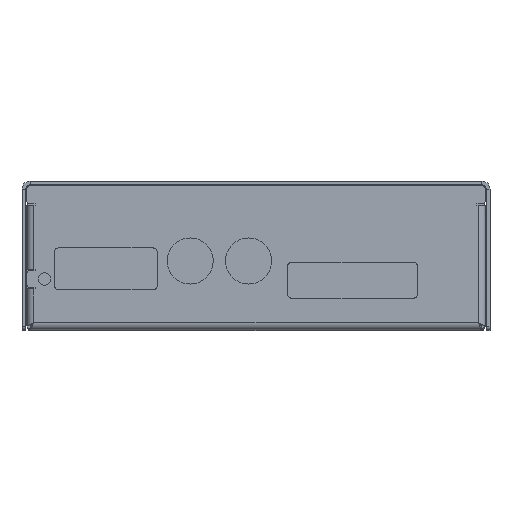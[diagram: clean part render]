
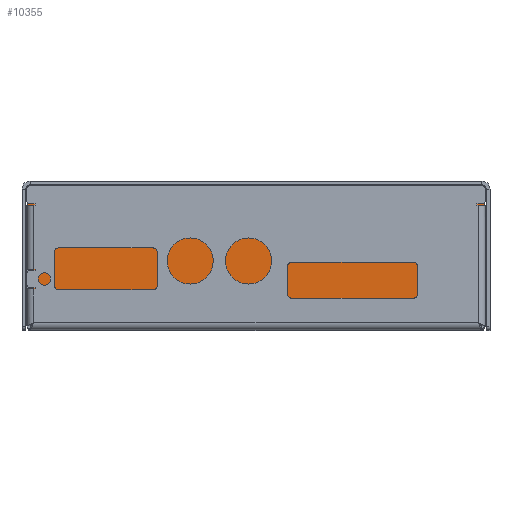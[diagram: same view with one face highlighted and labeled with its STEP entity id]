
A CAD part, top view. The second image highlights one B-rep face of the part: STEP entity #10355.
In plain terms, the highlighted planar face has unit normal (0, 0, 1).
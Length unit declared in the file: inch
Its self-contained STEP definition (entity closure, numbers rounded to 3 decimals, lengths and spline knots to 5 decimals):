
#38 = DIRECTION ( 'NONE',  ( 0., -1., 0. ) ) ;
#89 = VERTEX_POINT ( 'NONE', #8149 ) ;
#345 = AXIS2_PLACEMENT_3D ( 'NONE', #5252, #11674, #377 ) ;
#377 = DIRECTION ( 'NONE',  ( 0., 1., 0. ) ) ;
#397 = CARTESIAN_POINT ( 'NONE',  ( 0., 2.1285, -5.856 ) ) ;
#849 = CARTESIAN_POINT ( 'NONE',  ( 0.0025, 2.1785, -5.856 ) ) ;
#886 = DIRECTION ( 'NONE',  ( 0., 0., -1. ) ) ;
#896 = EDGE_LOOP ( 'NONE', ( #6380, #1560, #6859, #2268, #9729, #6385 ) ) ;
#1039 = CARTESIAN_POINT ( 'NONE',  ( -0.0475, 2.1285, -5.856 ) ) ;
#1124 = CARTESIAN_POINT ( 'NONE',  ( -5.8515, 3.9335, -5.856 ) ) ;
#1560 = ORIENTED_EDGE ( 'NONE', *, *, #7629, .T. ) ;
#2137 = EDGE_CURVE ( 'NONE', #11759, #8473, #3924, .T. ) ;
#2268 = ORIENTED_EDGE ( 'NONE', *, *, #2137, .F. ) ;
#2434 = CIRCLE ( 'NONE', #9331, 0.05 ) ;
#2893 = DIRECTION ( 'NONE',  ( 0., 1., 0. ) ) ;
#3276 = VERTEX_POINT ( 'NONE', #849 ) ;
#3650 = CARTESIAN_POINT ( 'NONE',  ( 0.0025, 3.9335, -5.856 ) ) ;
#3814 = CARTESIAN_POINT ( 'NONE',  ( -5.8015, 2.1785, -5.856 ) ) ;
#3862 = CARTESIAN_POINT ( 'NONE',  ( -5.8165, 3.9335, -5.856 ) ) ;
#3924 = LINE ( 'NONE', #3862, #8818 ) ;
#4001 = EDGE_CURVE ( 'NONE', #89, #4309, #2434, .T. ) ;
#4282 = VECTOR ( 'NONE', #38, 39.37008 ) ;
#4309 = VERTEX_POINT ( 'NONE', #5697 ) ;
#4539 = DIRECTION ( 'NONE',  ( 0., 1., 0. ) ) ;
#4641 = VECTOR ( 'NONE', #11977, 39.37008 ) ;
#5252 = CARTESIAN_POINT ( 'NONE',  ( -0.0475, 2.1785, -5.856 ) ) ;
#5434 = LINE ( 'NONE', #3650, #4641 ) ;
#5675 = CIRCLE ( 'NONE', #345, 0.05 ) ;
#5697 = CARTESIAN_POINT ( 'NONE',  ( -5.8015, 2.1285, -5.856 ) ) ;
#6380 = ORIENTED_EDGE ( 'NONE', *, *, #10248, .T. ) ;
#6385 = ORIENTED_EDGE ( 'NONE', *, *, #4001, .T. ) ;
#6387 = FACE_OUTER_BOUND ( 'NONE', #896, .T. ) ;
#6570 = DIRECTION ( 'NONE',  ( 1., 0., 0. ) ) ;
#6656 = LINE ( 'NONE', #10358, #4282 ) ;
#6859 = ORIENTED_EDGE ( 'NONE', *, *, #11911, .F. ) ;
#7033 = CARTESIAN_POINT ( 'NONE',  ( 0.0025, 3.9335, -5.856 ) ) ;
#7577 = DIRECTION ( 'NONE',  ( 0., 0., 1. ) ) ;
#7629 = EDGE_CURVE ( 'NONE', #11408, #3276, #5675, .T. ) ;
#8149 = CARTESIAN_POINT ( 'NONE',  ( -5.8515, 2.1785, -5.856 ) ) ;
#8473 = VERTEX_POINT ( 'NONE', #7033 ) ;
#8627 = LINE ( 'NONE', #397, #9763 ) ;
#8666 = EDGE_CURVE ( 'NONE', #11759, #89, #6656, .T. ) ;
#8818 = VECTOR ( 'NONE', #6570, 39.37008 ) ;
#8867 = DIRECTION ( 'NONE',  ( 1., 0., 0. ) ) ;
#9331 = AXIS2_PLACEMENT_3D ( 'NONE', #3814, #7577, #2893 ) ;
#9729 = ORIENTED_EDGE ( 'NONE', *, *, #8666, .T. ) ;
#9763 = VECTOR ( 'NONE', #8867, 39.37008 ) ;
#10248 = EDGE_CURVE ( 'NONE', #4309, #11408, #8627, .T. ) ;
#10355 = ADVANCED_FACE ( 'NONE', ( #6387 ), #11143, .F. ) ;
#10358 = CARTESIAN_POINT ( 'NONE',  ( -5.8515, 3.9335, -5.856 ) ) ;
#10593 = AXIS2_PLACEMENT_3D ( 'NONE', #12066, #886, #4539 ) ;
#11143 = PLANE ( 'NONE',  #10593 ) ;
#11408 = VERTEX_POINT ( 'NONE', #1039 ) ;
#11674 = DIRECTION ( 'NONE',  ( 0., 0., 1. ) ) ;
#11759 = VERTEX_POINT ( 'NONE', #1124 ) ;
#11911 = EDGE_CURVE ( 'NONE', #8473, #3276, #5434, .T. ) ;
#11977 = DIRECTION ( 'NONE',  ( 0., -1., 0. ) ) ;
#12066 = CARTESIAN_POINT ( 'NONE',  ( 0., 0., -5.856 ) ) ;
